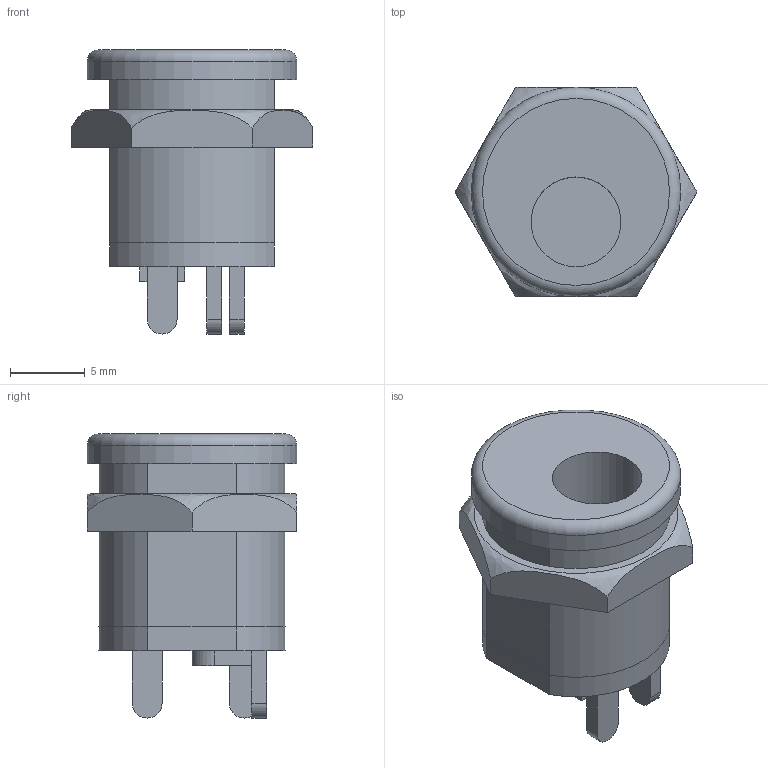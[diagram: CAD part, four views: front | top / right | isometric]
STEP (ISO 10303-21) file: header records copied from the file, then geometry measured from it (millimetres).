
FILE_DESCRIPTION(/* description */ (''),/* implementation_level */ '2;1');
FILE_NAME(/* name */ '2.1mm DC Barrel Jack Panel Mount 610 v3.step',/* time_stamp */ '2018-09-03T11:04:13-04:00',/* author */ ('Adafruit'),/* organization */ (''),/* preprocessor_version */ 'ST-DEVELOPER v17.2',/* originating_system */ 'Autodesk Translation Framework v7.6.0.251',/* authorisation */ '');
FILE_SCHEMA (('AUTOMOTIVE_DESIGN { 1 0 10303 214 3 1 1 }'));
Length unit declared in the file: millimetre
Products named in the file (1): 2.1mm DC Barrel Jack Panel Mount 610
Bounding box: 16.17 x 14 x 19 mm (x, y, z)
Volume: 1625.5 mm3; surface area: 1708.8 mm2
Topology: 6 solids, 6 shells, 52 faces, 111 edges, 73 vertices
Faces by surface type: plane 38, cylinder 12, torus 1, bspline 1
Full cylindrical faces by diameter (mm): 2 x1, 6 x1, 12.5 x1, 14 x1
Entity records: 1686 total; most frequent: CARTESIAN_POINT 496, DIRECTION 234, ORIENTED_EDGE 222, EDGE_CURVE 111, AXIS2_PLACEMENT_3D 79, LINE 76, VECTOR 76, VERTEX_POINT 73
